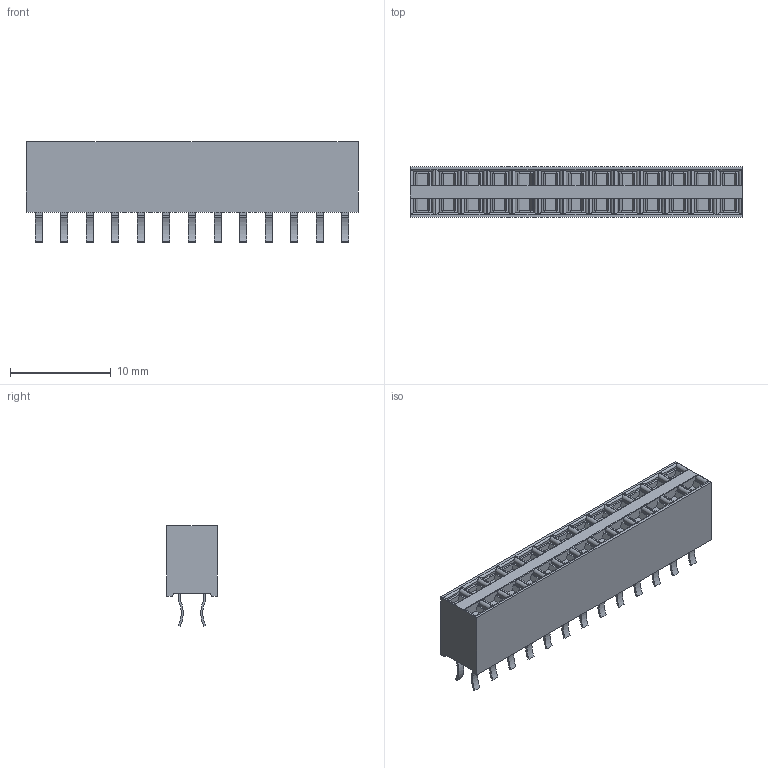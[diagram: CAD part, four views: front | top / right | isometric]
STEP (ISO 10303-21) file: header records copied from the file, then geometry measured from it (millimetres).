
FILE_DESCRIPTION((''),'2;1');
FILE_NAME('C-1-215307-3','2016-02-02T',('workeradm'),('Tyco Electronics Ltd.'),'CREO PARAMETRIC BY PTC INC, 2015200','CREO PARAMETRIC BY PTC INC, 2015200','');
FILE_SCHEMA(('AUTOMOTIVE_DESIGN { 1 0 10303 214 1 1 1 1 }'));
Length unit declared in the file: millimetre
Products named in the file (1): C-1-215307-3
Bounding box: 33.02 x 5.06 x 10 mm (x, y, z)
Volume: 1086.5 mm3; surface area: 1259.1 mm2
Topology: 1 solids, 1 shells, 746 faces, 2073 edges, 1382 vertices
Faces by surface type: plane 538, cylinder 208
Entity records: 24207 total; most frequent: CARTESIAN_POINT 4905, ORIENTED_EDGE 4146, DIRECTION 3773, EDGE_CURVE 2073, VECTOR 1657, LINE 1657, VERTEX_POINT 1382, AXIS2_PLACEMENT_3D 1058
